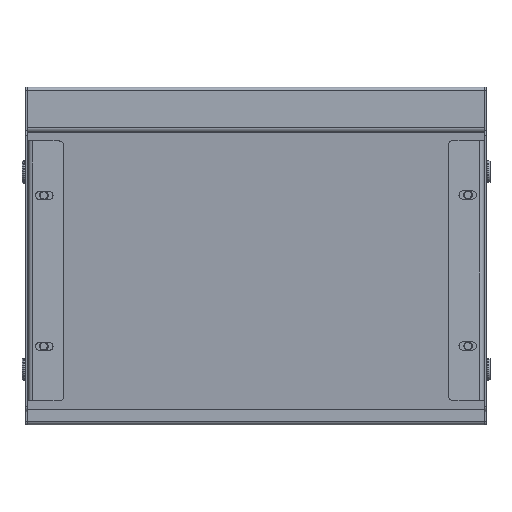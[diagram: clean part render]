
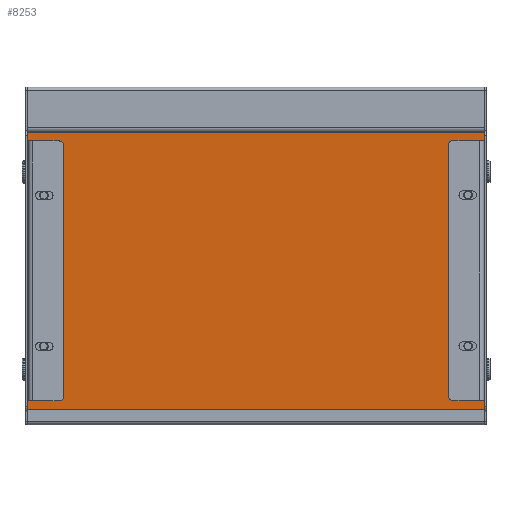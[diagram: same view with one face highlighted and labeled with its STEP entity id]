
A CAD part, front view. The second image highlights one B-rep face of the part: STEP entity #8253.
In plain terms, the highlighted planar face has unit normal (0, -0.996, -0.085).
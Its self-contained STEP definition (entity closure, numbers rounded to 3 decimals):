
#323 = EDGE_LOOP ( 'NONE', ( #12255, #2807, #10453, #703 ) ) ;
#703 = ORIENTED_EDGE ( 'NONE', *, *, #1384, .F. ) ;
#804 = CARTESIAN_POINT ( 'NONE',  ( -151.5, 18.095, -1.5 ) ) ;
#1214 = VERTEX_POINT ( 'NONE', #4809 ) ;
#1384 = EDGE_CURVE ( 'NONE', #9087, #1214, #4171, .T. ) ;
#2807 = ORIENTED_EDGE ( 'NONE', *, *, #8095, .F. ) ;
#3526 = DIRECTION ( 'NONE',  ( 0., 0.085, -0.996 ) ) ;
#4048 = CARTESIAN_POINT ( 'NONE',  ( -151.5, 36.828, -220.465 ) ) ;
#4171 = LINE ( 'NONE', #10658, #6162 ) ;
#4488 = EDGE_CURVE ( 'NONE', #7513, #9087, #8463, .T. ) ;
#4809 = CARTESIAN_POINT ( 'NONE',  ( 151.5, 18.22, -2.964 ) ) ;
#4817 = VECTOR ( 'NONE', #13300, 1000. ) ;
#5161 = DIRECTION ( 'NONE',  ( 0., -0.085, 0.996 ) ) ;
#5490 = PLANE ( 'NONE',  #9345 ) ;
#6162 = VECTOR ( 'NONE', #6495, 1000. ) ;
#6223 = LINE ( 'NONE', #9449, #12265 ) ;
#6228 = CARTESIAN_POINT ( 'NONE',  ( 151.5, 36.828, -220.465 ) ) ;
#6495 = DIRECTION ( 'NONE',  ( 1., 0., 0. ) ) ;
#7513 = VERTEX_POINT ( 'NONE', #4048 ) ;
#7676 = FACE_OUTER_BOUND ( 'NONE', #323, .T. ) ;
#8095 = EDGE_CURVE ( 'NONE', #9891, #7513, #6223, .T. ) ;
#8253 = ADVANCED_FACE ( 'NONE', ( #7676 ), #5490, .T. ) ;
#8463 = LINE ( 'NONE', #804, #12681 ) ;
#9087 = VERTEX_POINT ( 'NONE', #11069 ) ;
#9345 = AXIS2_PLACEMENT_3D ( 'NONE', #11909, #13100, #3526 ) ;
#9449 = CARTESIAN_POINT ( 'NONE',  ( 151.5, 36.828, -220.465 ) ) ;
#9891 = VERTEX_POINT ( 'NONE', #6228 ) ;
#10219 = CARTESIAN_POINT ( 'NONE',  ( 151.5, 37.105, -223.701 ) ) ;
#10453 = ORIENTED_EDGE ( 'NONE', *, *, #11171, .F. ) ;
#10658 = CARTESIAN_POINT ( 'NONE',  ( -151.5, 18.22, -2.964 ) ) ;
#11069 = CARTESIAN_POINT ( 'NONE',  ( -151.5, 18.22, -2.964 ) ) ;
#11171 = EDGE_CURVE ( 'NONE', #1214, #9891, #13232, .T. ) ;
#11909 = CARTESIAN_POINT ( 'NONE',  ( 0., 17.825, 1.654 ) ) ;
#12255 = ORIENTED_EDGE ( 'NONE', *, *, #4488, .F. ) ;
#12265 = VECTOR ( 'NONE', #12829, 1000. ) ;
#12681 = VECTOR ( 'NONE', #5161, 1000. ) ;
#12829 = DIRECTION ( 'NONE',  ( -1., 0., 0. ) ) ;
#13100 = DIRECTION ( 'NONE',  ( 0., -0.996, -0.085 ) ) ;
#13232 = LINE ( 'NONE', #10219, #4817 ) ;
#13300 = DIRECTION ( 'NONE',  ( 0., 0.085, -0.996 ) ) ;
